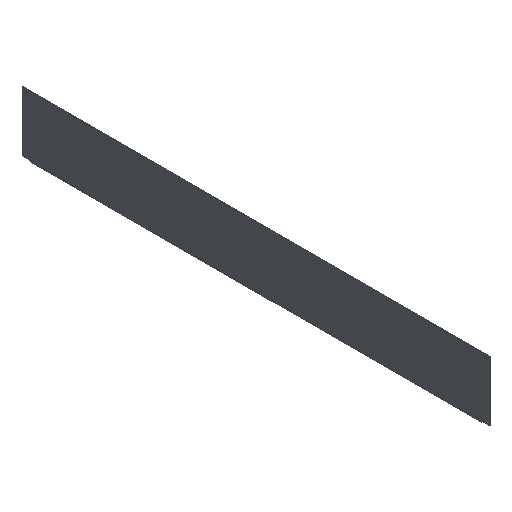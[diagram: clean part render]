
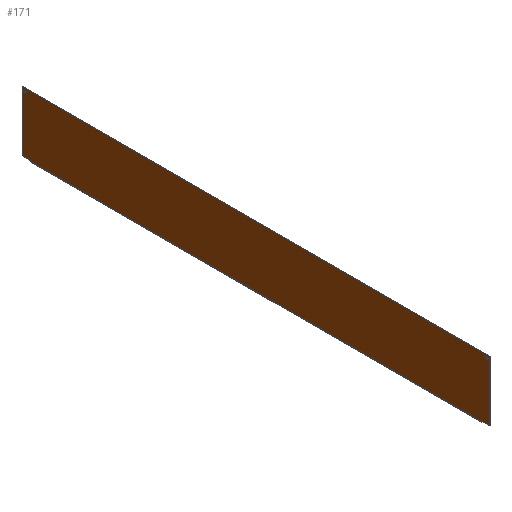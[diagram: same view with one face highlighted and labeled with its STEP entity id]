
A CAD part, isometric view. The second image highlights one B-rep face of the part: STEP entity #171.
In plain terms, the highlighted planar face has unit normal (-1, 0, 0).
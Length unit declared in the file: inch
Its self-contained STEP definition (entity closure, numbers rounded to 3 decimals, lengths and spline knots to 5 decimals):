
#29 = CARTESIAN_POINT ( 'NONE',  ( -0.072, -29.9375, -3.9375 ) ) ;
#77 = ORIENTED_EDGE ( 'NONE', *, *, #102, .F. ) ;
#88 = EDGE_CURVE ( 'NONE', #2133, #1163, #1426, .T. ) ;
#94 = VECTOR ( 'NONE', #559, 39.37008 ) ;
#102 = EDGE_CURVE ( 'NONE', #850, #1728, #2017, .T. ) ;
#132 = DIRECTION ( 'NONE',  ( -1., 0., 0. ) ) ;
#155 = DIRECTION ( 'NONE',  ( 0., 1., 0. ) ) ;
#162 = CIRCLE ( 'NONE', #305, 0.125 ) ;
#171 = ADVANCED_FACE ( 'NONE', ( #411, #2036, #556 ), #901, .F. ) ;
#202 = ORIENTED_EDGE ( 'NONE', *, *, #558, .F. ) ;
#204 = DIRECTION ( 'NONE',  ( 0., 0., 1. ) ) ;
#221 = DIRECTION ( 'NONE',  ( -1., 0., 0. ) ) ;
#230 = CARTESIAN_POINT ( 'NONE',  ( -0.072, -29.5625, 3.5625 ) ) ;
#280 = DIRECTION ( 'NONE',  ( 0., 1., 0. ) ) ;
#305 = AXIS2_PLACEMENT_3D ( 'NONE', #1533, #221, #1702 ) ;
#332 = ORIENTED_EDGE ( 'NONE', *, *, #88, .F. ) ;
#339 = CARTESIAN_POINT ( 'NONE',  ( -0.072, -29.9375, -3.75 ) ) ;
#358 = LINE ( 'NONE', #29, #1126 ) ;
#373 = CIRCLE ( 'NONE', #2009, 0.125 ) ;
#375 = VERTEX_POINT ( 'NONE', #994 ) ;
#378 = DIRECTION ( 'NONE',  ( 0., 1., 0. ) ) ;
#382 = EDGE_LOOP ( 'NONE', ( #1372, #202, #803, #1566, #1648, #1993, #720, #332 ) ) ;
#404 = EDGE_CURVE ( 'NONE', #432, #2133, #826, .T. ) ;
#411 = FACE_OUTER_BOUND ( 'NONE', #382, .T. ) ;
#432 = VERTEX_POINT ( 'NONE', #1879 ) ;
#440 = DIRECTION ( 'NONE',  ( 0., 1., 0. ) ) ;
#463 = EDGE_CURVE ( 'NONE', #1211, #1357, #162, .T. ) ;
#465 = ORIENTED_EDGE ( 'NONE', *, *, #1071, .F. ) ;
#486 = ORIENTED_EDGE ( 'NONE', *, *, #463, .F. ) ;
#494 = EDGE_CURVE ( 'NONE', #1728, #850, #373, .T. ) ;
#509 = ORIENTED_EDGE ( 'NONE', *, *, #494, .F. ) ;
#522 = CARTESIAN_POINT ( 'NONE',  ( -0.072, -29.9375, -3.75 ) ) ;
#539 = EDGE_LOOP ( 'NONE', ( #77, #509 ) ) ;
#546 = DIRECTION ( 'NONE',  ( 0., 0., -1. ) ) ;
#555 = VERTEX_POINT ( 'NONE', #1544 ) ;
#556 = FACE_BOUND ( 'NONE', #855, .T. ) ;
#557 = CARTESIAN_POINT ( 'NONE',  ( -0.072, 28.875, -3.8295 ) ) ;
#558 = EDGE_CURVE ( 'NONE', #375, #432, #1035, .T. ) ;
#559 = DIRECTION ( 'NONE',  ( 0., 1., 0. ) ) ;
#560 = CARTESIAN_POINT ( 'NONE',  ( -0.072, 29.9375, 3.9375 ) ) ;
#632 = VECTOR ( 'NONE', #1111, 39.37008 ) ;
#637 = EDGE_CURVE ( 'NONE', #963, #375, #1051, .T. ) ;
#695 = LINE ( 'NONE', #339, #909 ) ;
#720 = ORIENTED_EDGE ( 'NONE', *, *, #1172, .F. ) ;
#803 = ORIENTED_EDGE ( 'NONE', *, *, #637, .F. ) ;
#826 = LINE ( 'NONE', #1980, #1832 ) ;
#850 = VERTEX_POINT ( 'NONE', #2147 ) ;
#855 = EDGE_LOOP ( 'NONE', ( #465, #486 ) ) ;
#863 = DIRECTION ( 'NONE',  ( -1., 0., 0. ) ) ;
#874 = CARTESIAN_POINT ( 'NONE',  ( -0.072, 29.9375, -3.75 ) ) ;
#901 = PLANE ( 'NONE',  #1190 ) ;
#909 = VECTOR ( 'NONE', #1337, 39.37008 ) ;
#910 = CARTESIAN_POINT ( 'NONE',  ( -0.072, -29.9375, -3.75 ) ) ;
#963 = VERTEX_POINT ( 'NONE', #910 ) ;
#984 = VERTEX_POINT ( 'NONE', #874 ) ;
#994 = CARTESIAN_POINT ( 'NONE',  ( -0.072, -28.875, -3.75 ) ) ;
#1001 = CARTESIAN_POINT ( 'NONE',  ( -0.072, 29.4375, 3.5625 ) ) ;
#1035 = LINE ( 'NONE', #1727, #1496 ) ;
#1051 = LINE ( 'NONE', #522, #94 ) ;
#1071 = EDGE_CURVE ( 'NONE', #1357, #1211, #1465, .T. ) ;
#1083 = CARTESIAN_POINT ( 'NONE',  ( -0.072, -29.9375, -3.9375 ) ) ;
#1111 = DIRECTION ( 'NONE',  ( 0., 0., 1. ) ) ;
#1126 = VECTOR ( 'NONE', #546, 39.37008 ) ;
#1163 = VERTEX_POINT ( 'NONE', #1520 ) ;
#1172 = EDGE_CURVE ( 'NONE', #1163, #984, #695, .T. ) ;
#1190 = AXIS2_PLACEMENT_3D ( 'NONE', #1083, #1742, #378 ) ;
#1193 = VECTOR ( 'NONE', #204, 39.37008 ) ;
#1211 = VERTEX_POINT ( 'NONE', #1001 ) ;
#1216 = LINE ( 'NONE', #1722, #1605 ) ;
#1243 = CARTESIAN_POINT ( 'NONE',  ( -0.072, 29.6875, 3.5625 ) ) ;
#1253 = CARTESIAN_POINT ( 'NONE',  ( -0.072, -29.5625, 3.5625 ) ) ;
#1265 = CARTESIAN_POINT ( 'NONE',  ( -0.072, 28.875, -3.9375 ) ) ;
#1337 = DIRECTION ( 'NONE',  ( 0., 1., 0. ) ) ;
#1357 = VERTEX_POINT ( 'NONE', #1243 ) ;
#1359 = DIRECTION ( 'NONE',  ( 0., 1., 0. ) ) ;
#1372 = ORIENTED_EDGE ( 'NONE', *, *, #404, .F. ) ;
#1391 = AXIS2_PLACEMENT_3D ( 'NONE', #1774, #132, #280 ) ;
#1426 = LINE ( 'NONE', #1265, #632 ) ;
#1465 = CIRCLE ( 'NONE', #1391, 0.125 ) ;
#1496 = VECTOR ( 'NONE', #1691, 39.37008 ) ;
#1520 = CARTESIAN_POINT ( 'NONE',  ( -0.072, 28.875, -3.75 ) ) ;
#1533 = CARTESIAN_POINT ( 'NONE',  ( -0.072, 29.5625, 3.5625 ) ) ;
#1544 = CARTESIAN_POINT ( 'NONE',  ( -0.072, -29.9375, 3.9375 ) ) ;
#1566 = ORIENTED_EDGE ( 'NONE', *, *, #1753, .F. ) ;
#1604 = DIRECTION ( 'NONE',  ( -1., 0., 0. ) ) ;
#1605 = VECTOR ( 'NONE', #2015, 39.37008 ) ;
#1648 = ORIENTED_EDGE ( 'NONE', *, *, #1708, .F. ) ;
#1691 = DIRECTION ( 'NONE',  ( 0., 0., -1. ) ) ;
#1694 = LINE ( 'NONE', #1870, #1193 ) ;
#1702 = DIRECTION ( 'NONE',  ( 0., 1., 0. ) ) ;
#1708 = EDGE_CURVE ( 'NONE', #1765, #555, #1216, .T. ) ;
#1709 = CARTESIAN_POINT ( 'NONE',  ( -0.072, -29.6875, 3.5625 ) ) ;
#1722 = CARTESIAN_POINT ( 'NONE',  ( -0.072, -29.9375, 3.9375 ) ) ;
#1727 = CARTESIAN_POINT ( 'NONE',  ( -0.072, -28.875, -3.9375 ) ) ;
#1728 = VERTEX_POINT ( 'NONE', #1709 ) ;
#1742 = DIRECTION ( 'NONE',  ( 1., 0., 0. ) ) ;
#1743 = AXIS2_PLACEMENT_3D ( 'NONE', #1253, #1604, #440 ) ;
#1753 = EDGE_CURVE ( 'NONE', #555, #963, #358, .T. ) ;
#1765 = VERTEX_POINT ( 'NONE', #560 ) ;
#1774 = CARTESIAN_POINT ( 'NONE',  ( -0.072, 29.5625, 3.5625 ) ) ;
#1832 = VECTOR ( 'NONE', #155, 39.37008 ) ;
#1870 = CARTESIAN_POINT ( 'NONE',  ( -0.072, 29.9375, -3.9375 ) ) ;
#1879 = CARTESIAN_POINT ( 'NONE',  ( -0.072, -28.875, -3.8295 ) ) ;
#1980 = CARTESIAN_POINT ( 'NONE',  ( -0.072, -29.9375, -3.8295 ) ) ;
#1993 = ORIENTED_EDGE ( 'NONE', *, *, #2139, .F. ) ;
#2009 = AXIS2_PLACEMENT_3D ( 'NONE', #230, #863, #1359 ) ;
#2015 = DIRECTION ( 'NONE',  ( 0., -1., 0. ) ) ;
#2017 = CIRCLE ( 'NONE', #1743, 0.125 ) ;
#2036 = FACE_BOUND ( 'NONE', #539, .T. ) ;
#2133 = VERTEX_POINT ( 'NONE', #557 ) ;
#2139 = EDGE_CURVE ( 'NONE', #984, #1765, #1694, .T. ) ;
#2147 = CARTESIAN_POINT ( 'NONE',  ( -0.072, -29.4375, 3.5625 ) ) ;
